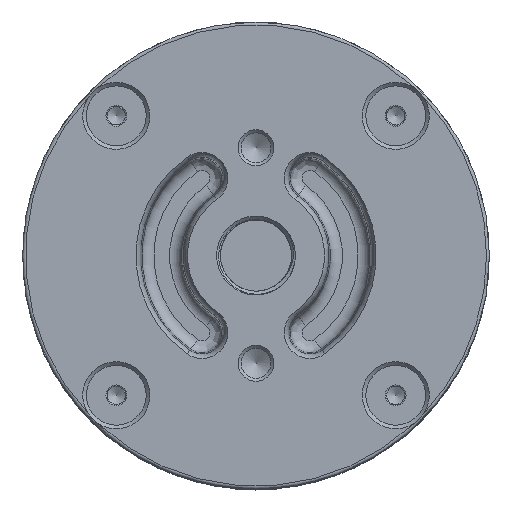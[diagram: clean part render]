
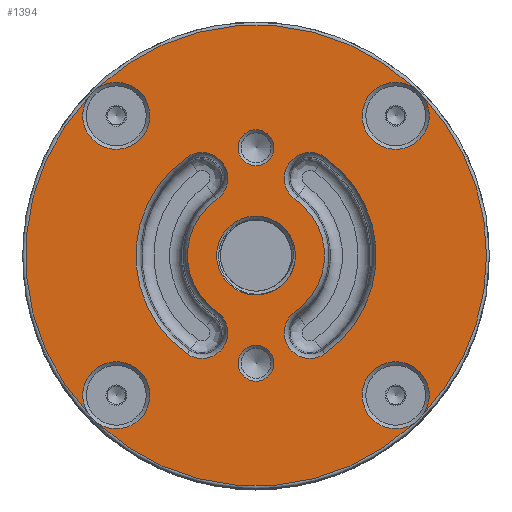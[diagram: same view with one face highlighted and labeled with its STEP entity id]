
A CAD part, top view. The second image highlights one B-rep face of the part: STEP entity #1394.
In plain terms, the highlighted planar face has unit normal (0, 0, 1).
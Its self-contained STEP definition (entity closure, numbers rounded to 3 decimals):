
#1394=ADVANCED_FACE('',(#1861,#1862,#1863,#1864,#1865,#1866),#1654,.T.);
#1654=PLANE('',#5930);
#1861=FACE_BOUND('',#2451,.T.);
#1862=FACE_BOUND('',#2452,.T.);
#1863=FACE_BOUND('',#2453,.T.);
#1864=FACE_BOUND('',#2454,.T.);
#1865=FACE_BOUND('',#2455,.T.);
#1866=FACE_BOUND('',#2456,.T.);
#2451=EDGE_LOOP('',(#3593,#3594));
#2452=EDGE_LOOP('',(#3595,#3596,#3597,#3598));
#2453=EDGE_LOOP('',(#3599));
#2454=EDGE_LOOP('',(#3600));
#2455=EDGE_LOOP('',(#3601,#3602,#3603,#3604,#3605,#3606,#3607,#3608));
#2456=EDGE_LOOP('',(#3609,#3610,#3611,#3612));
#3593=ORIENTED_EDGE('',*,*,#4857,.T.);
#3594=ORIENTED_EDGE('',*,*,#4858,.F.);
#3595=ORIENTED_EDGE('',*,*,#4859,.F.);
#3596=ORIENTED_EDGE('',*,*,#4860,.T.);
#3597=ORIENTED_EDGE('',*,*,#4861,.T.);
#3598=ORIENTED_EDGE('',*,*,#4862,.F.);
#3599=ORIENTED_EDGE('',*,*,#4863,.T.);
#3600=ORIENTED_EDGE('',*,*,#4864,.T.);
#3601=ORIENTED_EDGE('',*,*,#4865,.T.);
#3602=ORIENTED_EDGE('',*,*,#4866,.T.);
#3603=ORIENTED_EDGE('',*,*,#4867,.T.);
#3604=ORIENTED_EDGE('',*,*,#4868,.T.);
#3605=ORIENTED_EDGE('',*,*,#4869,.T.);
#3606=ORIENTED_EDGE('',*,*,#4870,.T.);
#3607=ORIENTED_EDGE('',*,*,#4871,.T.);
#3608=ORIENTED_EDGE('',*,*,#4872,.T.);
#3609=ORIENTED_EDGE('',*,*,#4873,.F.);
#3610=ORIENTED_EDGE('',*,*,#4874,.T.);
#3611=ORIENTED_EDGE('',*,*,#4875,.T.);
#3612=ORIENTED_EDGE('',*,*,#4876,.F.);
#4249=VERTEX_POINT('',#9561);
#4250=VERTEX_POINT('',#9562);
#4251=VERTEX_POINT('',#9565);
#4252=VERTEX_POINT('',#9566);
#4253=VERTEX_POINT('',#9568);
#4254=VERTEX_POINT('',#9570);
#4255=VERTEX_POINT('',#9573);
#4256=VERTEX_POINT('',#9575);
#4257=VERTEX_POINT('',#9577);
#4258=VERTEX_POINT('',#9578);
#4259=VERTEX_POINT('',#9580);
#4260=VERTEX_POINT('',#9582);
#4261=VERTEX_POINT('',#9584);
#4262=VERTEX_POINT('',#9586);
#4263=VERTEX_POINT('',#9588);
#4264=VERTEX_POINT('',#9590);
#4265=VERTEX_POINT('',#9593);
#4266=VERTEX_POINT('',#9594);
#4267=VERTEX_POINT('',#9596);
#4268=VERTEX_POINT('',#9598);
#4857=EDGE_CURVE('',#4249,#4250,#5265,.T.);
#4858=EDGE_CURVE('',#4249,#4250,#5266,.T.);
#4859=EDGE_CURVE('',#4251,#4252,#5267,.T.);
#4860=EDGE_CURVE('',#4251,#4253,#5268,.T.);
#4861=EDGE_CURVE('',#4253,#4254,#5269,.T.);
#4862=EDGE_CURVE('',#4252,#4254,#5270,.T.);
#4863=EDGE_CURVE('',#4255,#4255,#5271,.T.);
#4864=EDGE_CURVE('',#4256,#4256,#5272,.T.);
#4865=EDGE_CURVE('',#4257,#4258,#5273,.T.);
#4866=EDGE_CURVE('',#4258,#4259,#5274,.T.);
#4867=EDGE_CURVE('',#4259,#4260,#5275,.T.);
#4868=EDGE_CURVE('',#4260,#4261,#5276,.T.);
#4869=EDGE_CURVE('',#4261,#4262,#5277,.T.);
#4870=EDGE_CURVE('',#4262,#4263,#5278,.T.);
#4871=EDGE_CURVE('',#4263,#4264,#5279,.T.);
#4872=EDGE_CURVE('',#4264,#4257,#5280,.T.);
#4873=EDGE_CURVE('',#4265,#4266,#5281,.T.);
#4874=EDGE_CURVE('',#4265,#4267,#5282,.T.);
#4875=EDGE_CURVE('',#4267,#4268,#5283,.T.);
#4876=EDGE_CURVE('',#4266,#4268,#5284,.T.);
#5265=CIRCLE('',#5910,6.579);
#5266=CIRCLE('',#5911,6.579);
#5267=CIRCLE('',#5912,11.439);
#5268=CIRCLE('',#5913,4.311);
#5269=CIRCLE('',#5914,20.061);
#5270=CIRCLE('',#5915,4.311);
#5271=CIRCLE('',#5916,3.);
#5272=CIRCLE('',#5917,3.);
#5273=CIRCLE('',#5918,5.6);
#5274=CIRCLE('',#5919,38.5);
#5275=CIRCLE('',#5920,5.6);
#5276=CIRCLE('',#5921,38.5);
#5277=CIRCLE('',#5922,5.6);
#5278=CIRCLE('',#5923,38.5);
#5279=CIRCLE('',#5924,5.6);
#5280=CIRCLE('',#5925,38.5);
#5281=CIRCLE('',#5926,11.439);
#5282=CIRCLE('',#5927,4.311);
#5283=CIRCLE('',#5928,20.061);
#5284=CIRCLE('',#5929,4.311);
#5910=AXIS2_PLACEMENT_3D('',#9560,#7317,#7318);
#5911=AXIS2_PLACEMENT_3D('',#9563,#7319,#7320);
#5912=AXIS2_PLACEMENT_3D('',#9564,#7321,#7322);
#5913=AXIS2_PLACEMENT_3D('',#9567,#7323,#7324);
#5914=AXIS2_PLACEMENT_3D('',#9569,#7325,#7326);
#5915=AXIS2_PLACEMENT_3D('',#9571,#7327,#7328);
#5916=AXIS2_PLACEMENT_3D('',#9572,#7329,#7330);
#5917=AXIS2_PLACEMENT_3D('',#9574,#7331,#7332);
#5918=AXIS2_PLACEMENT_3D('',#9576,#7333,#7334);
#5919=AXIS2_PLACEMENT_3D('',#9579,#7335,#7336);
#5920=AXIS2_PLACEMENT_3D('',#9581,#7337,#7338);
#5921=AXIS2_PLACEMENT_3D('',#9583,#7339,#7340);
#5922=AXIS2_PLACEMENT_3D('',#9585,#7341,#7342);
#5923=AXIS2_PLACEMENT_3D('',#9587,#7343,#7344);
#5924=AXIS2_PLACEMENT_3D('',#9589,#7345,#7346);
#5925=AXIS2_PLACEMENT_3D('',#9591,#7347,#7348);
#5926=AXIS2_PLACEMENT_3D('',#9592,#7349,#7350);
#5927=AXIS2_PLACEMENT_3D('',#9595,#7351,#7352);
#5928=AXIS2_PLACEMENT_3D('',#9597,#7353,#7354);
#5929=AXIS2_PLACEMENT_3D('',#9599,#7355,#7356);
#5930=AXIS2_PLACEMENT_3D('',#9600,#7357,#7358);
#7317=DIRECTION('',(0.,0.,-1.));
#7318=DIRECTION('',(1.,0.,0.));
#7319=DIRECTION('',(0.,0.,1.));
#7320=DIRECTION('',(1.,0.,0.));
#7321=DIRECTION('',(0.,0.,-1.));
#7322=DIRECTION('',(1.,0.,0.));
#7323=DIRECTION('',(0.,0.,-1.));
#7324=DIRECTION('',(-1.,0.,0.));
#7325=DIRECTION('',(0.,0.,-1.));
#7326=DIRECTION('',(-1.,0.,0.));
#7327=DIRECTION('',(0.,0.,1.));
#7328=DIRECTION('',(-1.,0.,0.));
#7329=DIRECTION('',(0.,0.,-1.));
#7330=DIRECTION('',(1.,0.,0.));
#7331=DIRECTION('',(0.,0.,-1.));
#7332=DIRECTION('',(1.,0.,0.));
#7333=DIRECTION('',(0.,0.,-1.));
#7334=DIRECTION('',(-1.,0.,0.));
#7335=DIRECTION('',(0.,0.,1.));
#7336=DIRECTION('',(1.,0.,0.));
#7337=DIRECTION('',(0.,0.,-1.));
#7338=DIRECTION('',(-1.,0.,0.));
#7339=DIRECTION('',(0.,0.,1.));
#7340=DIRECTION('',(1.,0.,0.));
#7341=DIRECTION('',(0.,0.,-1.));
#7342=DIRECTION('',(-1.,0.,0.));
#7343=DIRECTION('',(0.,0.,1.));
#7344=DIRECTION('',(1.,0.,0.));
#7345=DIRECTION('',(0.,0.,-1.));
#7346=DIRECTION('',(-1.,0.,0.));
#7347=DIRECTION('',(0.,0.,1.));
#7348=DIRECTION('',(1.,0.,0.));
#7349=DIRECTION('',(0.,0.,-1.));
#7350=DIRECTION('',(1.,0.,0.));
#7351=DIRECTION('',(0.,0.,-1.));
#7352=DIRECTION('',(-1.,0.,0.));
#7353=DIRECTION('',(0.,0.,-1.));
#7354=DIRECTION('',(-1.,0.,0.));
#7355=DIRECTION('',(0.,0.,1.));
#7356=DIRECTION('',(-1.,0.,0.));
#7357=DIRECTION('',(0.,0.,1.));
#7358=DIRECTION('',(1.,0.,0.));
#9560=CARTESIAN_POINT('',(0.,0.,80.053));
#9561=CARTESIAN_POINT('',(4.778,-4.522,80.053));
#9562=CARTESIAN_POINT('',(4.778,4.522,80.053));
#9563=CARTESIAN_POINT('',(0.,0.,80.053));
#9564=CARTESIAN_POINT('',(0.,0.,80.053));
#9565=CARTESIAN_POINT('',(-6.561,-9.37,80.053));
#9566=CARTESIAN_POINT('',(-6.561,9.37,80.053));
#9567=CARTESIAN_POINT('',(-9.034,-12.902,80.053));
#9568=CARTESIAN_POINT('',(-11.506,-16.433,80.053));
#9569=CARTESIAN_POINT('',(0.,0.,80.053));
#9570=CARTESIAN_POINT('',(-11.506,16.433,80.053));
#9571=CARTESIAN_POINT('',(-9.034,12.902,80.053));
#9572=CARTESIAN_POINT('',(0.,18.,80.053));
#9573=CARTESIAN_POINT('',(3.,18.,80.053));
#9574=CARTESIAN_POINT('',(0.,-18.,80.053));
#9575=CARTESIAN_POINT('',(3.,-18.,80.053));
#9576=CARTESIAN_POINT('',(23.335,-23.335,80.053));
#9577=CARTESIAN_POINT('',(26.407,-28.016,80.053));
#9578=CARTESIAN_POINT('',(28.016,-26.407,80.053));
#9579=CARTESIAN_POINT('',(0.,0.,80.053));
#9580=CARTESIAN_POINT('',(28.016,26.407,80.053));
#9581=CARTESIAN_POINT('',(23.335,23.335,80.053));
#9582=CARTESIAN_POINT('',(26.407,28.016,80.053));
#9583=CARTESIAN_POINT('',(0.,0.,80.053));
#9584=CARTESIAN_POINT('',(-26.407,28.016,80.053));
#9585=CARTESIAN_POINT('',(-23.335,23.335,80.053));
#9586=CARTESIAN_POINT('',(-28.016,26.407,80.053));
#9587=CARTESIAN_POINT('',(0.,0.,80.053));
#9588=CARTESIAN_POINT('',(-28.016,-26.407,80.053));
#9589=CARTESIAN_POINT('',(-23.335,-23.335,80.053));
#9590=CARTESIAN_POINT('',(-26.407,-28.016,80.053));
#9591=CARTESIAN_POINT('',(0.,0.,80.053));
#9592=CARTESIAN_POINT('',(0.,0.,80.053));
#9593=CARTESIAN_POINT('',(6.561,9.37,80.053));
#9594=CARTESIAN_POINT('',(6.561,-9.37,80.053));
#9595=CARTESIAN_POINT('',(9.034,12.902,80.053));
#9596=CARTESIAN_POINT('',(11.506,16.433,80.053));
#9597=CARTESIAN_POINT('',(0.,0.,80.053));
#9598=CARTESIAN_POINT('',(11.506,-16.433,80.053));
#9599=CARTESIAN_POINT('',(9.034,-12.902,80.053));
#9600=CARTESIAN_POINT('',(0.,0.,80.053));
